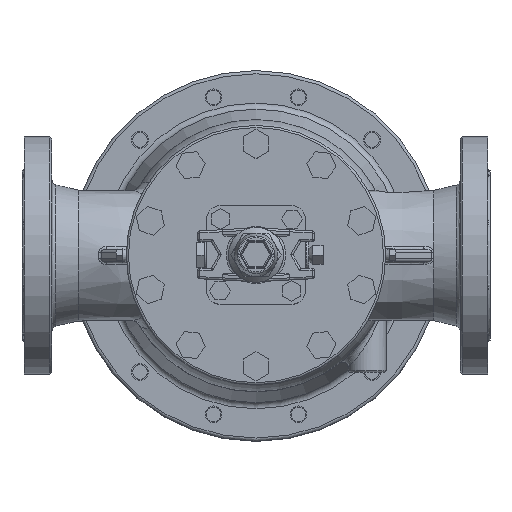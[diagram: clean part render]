
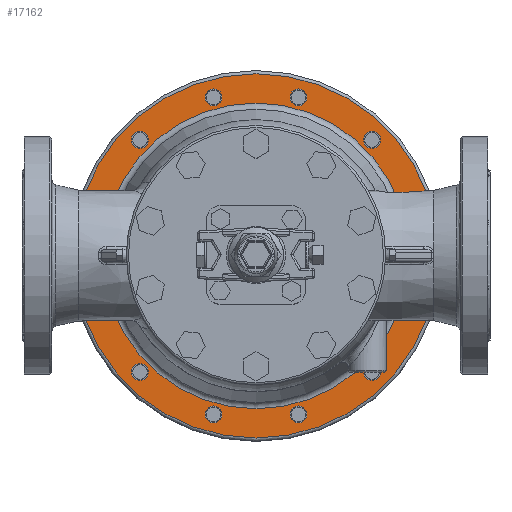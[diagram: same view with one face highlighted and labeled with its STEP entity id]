
A CAD part, top view. The second image highlights one B-rep face of the part: STEP entity #17162.
In plain terms, the highlighted planar face has unit normal (0, 0, 1).
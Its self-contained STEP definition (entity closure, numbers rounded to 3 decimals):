
#231=FACE_BOUND('',#2845,.T.);
#232=FACE_BOUND('',#2846,.T.);
#233=FACE_BOUND('',#2847,.T.);
#234=FACE_BOUND('',#2848,.T.);
#235=FACE_BOUND('',#2849,.T.);
#236=FACE_BOUND('',#2850,.T.);
#237=FACE_BOUND('',#2851,.T.);
#238=FACE_BOUND('',#2852,.T.);
#239=FACE_BOUND('',#2853,.T.);
#240=FACE_BOUND('',#2854,.T.);
#241=FACE_BOUND('',#2855,.T.);
#242=FACE_BOUND('',#2856,.T.);
#243=FACE_BOUND('',#2857,.T.);
#691=PLANE('',#18458);
#1614=FACE_OUTER_BOUND('',#2844,.T.);
#2844=EDGE_LOOP('',(#12897));
#2845=EDGE_LOOP('',(#12898));
#2846=EDGE_LOOP('',(#12899));
#2847=EDGE_LOOP('',(#12900));
#2848=EDGE_LOOP('',(#12901));
#2849=EDGE_LOOP('',(#12902));
#2850=EDGE_LOOP('',(#12903));
#2851=EDGE_LOOP('',(#12904));
#2852=EDGE_LOOP('',(#12905));
#2853=EDGE_LOOP('',(#12906));
#2854=EDGE_LOOP('',(#12907));
#2855=EDGE_LOOP('',(#12908));
#2856=EDGE_LOOP('',(#12909));
#2857=EDGE_LOOP('',(#12910));
#6622=CIRCLE('',#18340,6.918);
#6624=CIRCLE('',#18343,6.918);
#6626=CIRCLE('',#18346,6.918);
#6628=CIRCLE('',#18349,6.918);
#6630=CIRCLE('',#18352,6.918);
#6632=CIRCLE('',#18355,6.918);
#6634=CIRCLE('',#18358,6.918);
#6636=CIRCLE('',#18361,6.918);
#6638=CIRCLE('',#18364,6.918);
#6640=CIRCLE('',#18367,6.918);
#6642=CIRCLE('',#18370,6.918);
#6644=CIRCLE('',#18373,6.918);
#6691=CIRCLE('',#18457,172.);
#6692=CIRCLE('',#18459,144.344);
#7946=VERTEX_POINT('',#28558);
#7948=VERTEX_POINT('',#28563);
#7950=VERTEX_POINT('',#28568);
#7952=VERTEX_POINT('',#28573);
#7954=VERTEX_POINT('',#28578);
#7956=VERTEX_POINT('',#28583);
#7958=VERTEX_POINT('',#28588);
#7960=VERTEX_POINT('',#28593);
#7962=VERTEX_POINT('',#28598);
#7964=VERTEX_POINT('',#28603);
#7966=VERTEX_POINT('',#28608);
#7968=VERTEX_POINT('',#28613);
#8086=VERTEX_POINT('',#31280);
#8087=VERTEX_POINT('',#31283);
#9731=EDGE_CURVE('',#7946,#7946,#6622,.T.);
#9733=EDGE_CURVE('',#7948,#7948,#6624,.T.);
#9735=EDGE_CURVE('',#7950,#7950,#6626,.T.);
#9737=EDGE_CURVE('',#7952,#7952,#6628,.T.);
#9739=EDGE_CURVE('',#7954,#7954,#6630,.T.);
#9741=EDGE_CURVE('',#7956,#7956,#6632,.T.);
#9743=EDGE_CURVE('',#7958,#7958,#6634,.T.);
#9745=EDGE_CURVE('',#7960,#7960,#6636,.T.);
#9747=EDGE_CURVE('',#7962,#7962,#6638,.T.);
#9749=EDGE_CURVE('',#7964,#7964,#6640,.T.);
#9751=EDGE_CURVE('',#7966,#7966,#6642,.T.);
#9753=EDGE_CURVE('',#7968,#7968,#6644,.T.);
#9923=EDGE_CURVE('',#8086,#8086,#6691,.T.);
#9924=EDGE_CURVE('',#8087,#8087,#6692,.T.);
#12897=ORIENTED_EDGE('',*,*,#9923,.F.);
#12898=ORIENTED_EDGE('',*,*,#9731,.T.);
#12899=ORIENTED_EDGE('',*,*,#9733,.T.);
#12900=ORIENTED_EDGE('',*,*,#9735,.T.);
#12901=ORIENTED_EDGE('',*,*,#9737,.T.);
#12902=ORIENTED_EDGE('',*,*,#9739,.T.);
#12903=ORIENTED_EDGE('',*,*,#9741,.T.);
#12904=ORIENTED_EDGE('',*,*,#9743,.T.);
#12905=ORIENTED_EDGE('',*,*,#9745,.T.);
#12906=ORIENTED_EDGE('',*,*,#9747,.T.);
#12907=ORIENTED_EDGE('',*,*,#9749,.T.);
#12908=ORIENTED_EDGE('',*,*,#9751,.T.);
#12909=ORIENTED_EDGE('',*,*,#9753,.T.);
#12910=ORIENTED_EDGE('',*,*,#9924,.F.);
#17162=ADVANCED_FACE('',(#1614,#231,#232,#233,#234,#235,#236,#237,#238,
#239,#240,#241,#242,#243),#691,.T.);
#18340=AXIS2_PLACEMENT_3D('',#28559,#20506,#20507);
#18343=AXIS2_PLACEMENT_3D('',#28564,#20512,#20513);
#18346=AXIS2_PLACEMENT_3D('',#28569,#20518,#20519);
#18349=AXIS2_PLACEMENT_3D('',#28574,#20524,#20525);
#18352=AXIS2_PLACEMENT_3D('',#28579,#20530,#20531);
#18355=AXIS2_PLACEMENT_3D('',#28584,#20536,#20537);
#18358=AXIS2_PLACEMENT_3D('',#28589,#20542,#20543);
#18361=AXIS2_PLACEMENT_3D('',#28594,#20548,#20549);
#18364=AXIS2_PLACEMENT_3D('',#28599,#20554,#20555);
#18367=AXIS2_PLACEMENT_3D('',#28604,#20560,#20561);
#18370=AXIS2_PLACEMENT_3D('',#28609,#20566,#20567);
#18373=AXIS2_PLACEMENT_3D('',#28614,#20572,#20573);
#18457=AXIS2_PLACEMENT_3D('',#31281,#20756,#20757);
#18458=AXIS2_PLACEMENT_3D('',#31282,#20758,#20759);
#18459=AXIS2_PLACEMENT_3D('',#31284,#20760,#20761);
#20506=DIRECTION('center_axis',(0.,0.,-1.));
#20507=DIRECTION('ref_axis',(-0.866,0.5,0.));
#20512=DIRECTION('center_axis',(0.,0.,-1.));
#20513=DIRECTION('ref_axis',(-0.5,0.866,0.));
#20518=DIRECTION('center_axis',(0.,0.,-1.));
#20519=DIRECTION('ref_axis',(0.,1.,0.));
#20524=DIRECTION('center_axis',(0.,0.,-1.));
#20525=DIRECTION('ref_axis',(0.5,0.866,0.));
#20530=DIRECTION('center_axis',(0.,0.,-1.));
#20531=DIRECTION('ref_axis',(0.866,0.5,0.));
#20536=DIRECTION('center_axis',(0.,0.,-1.));
#20537=DIRECTION('ref_axis',(1.,0.,0.));
#20542=DIRECTION('center_axis',(0.,0.,-1.));
#20543=DIRECTION('ref_axis',(0.866,-0.5,0.));
#20548=DIRECTION('center_axis',(0.,0.,-1.));
#20549=DIRECTION('ref_axis',(0.5,-0.866,0.));
#20554=DIRECTION('center_axis',(0.,0.,-1.));
#20555=DIRECTION('ref_axis',(0.,-1.,0.));
#20560=DIRECTION('center_axis',(0.,0.,-1.));
#20561=DIRECTION('ref_axis',(-0.5,-0.866,0.));
#20566=DIRECTION('center_axis',(0.,0.,-1.));
#20567=DIRECTION('ref_axis',(-0.866,-0.5,0.));
#20572=DIRECTION('center_axis',(0.,0.,-1.));
#20573=DIRECTION('ref_axis',(-1.,0.,0.));
#20756=DIRECTION('center_axis',(0.,0.,-1.));
#20757=DIRECTION('ref_axis',(-1.,0.,0.));
#20758=DIRECTION('center_axis',(0.,0.,1.));
#20759=DIRECTION('ref_axis',(1.,0.,0.));
#20760=DIRECTION('center_axis',(0.,0.,1.));
#20761=DIRECTION('ref_axis',(-1.,0.,0.));
#28558=CARTESIAN_POINT('',(155.709,-43.576,36.));
#28559=CARTESIAN_POINT('Origin',(149.719,-40.117,36.));
#28563=CARTESIAN_POINT('',(113.06,-115.592,36.));
#28564=CARTESIAN_POINT('Origin',(109.602,-109.602,36.));
#28568=CARTESIAN_POINT('',(40.117,-156.636,36.));
#28569=CARTESIAN_POINT('Origin',(40.117,-149.719,36.));
#28573=CARTESIAN_POINT('',(-43.576,-155.709,36.));
#28574=CARTESIAN_POINT('Origin',(-40.117,-149.719,36.));
#28578=CARTESIAN_POINT('',(-115.592,-113.06,36.));
#28579=CARTESIAN_POINT('Origin',(-109.602,-109.602,36.));
#28583=CARTESIAN_POINT('',(-156.636,-40.117,36.));
#28584=CARTESIAN_POINT('Origin',(-149.719,-40.117,36.));
#28588=CARTESIAN_POINT('',(-155.709,43.576,36.));
#28589=CARTESIAN_POINT('Origin',(-149.719,40.117,36.));
#28593=CARTESIAN_POINT('',(-113.06,115.592,36.));
#28594=CARTESIAN_POINT('Origin',(-109.602,109.602,36.));
#28598=CARTESIAN_POINT('',(-40.117,156.636,36.));
#28599=CARTESIAN_POINT('Origin',(-40.117,149.719,36.));
#28603=CARTESIAN_POINT('',(43.576,155.709,36.));
#28604=CARTESIAN_POINT('Origin',(40.117,149.719,36.));
#28608=CARTESIAN_POINT('',(115.592,113.06,36.));
#28609=CARTESIAN_POINT('Origin',(109.602,109.602,36.));
#28613=CARTESIAN_POINT('',(156.636,40.117,36.));
#28614=CARTESIAN_POINT('Origin',(149.719,40.117,36.));
#31280=CARTESIAN_POINT('',(172.,0.,36.));
#31281=CARTESIAN_POINT('Origin',(0.,0.,36.));
#31282=CARTESIAN_POINT('Origin',(0.,0.,
36.));
#31283=CARTESIAN_POINT('',(144.344,0.,36.));
#31284=CARTESIAN_POINT('Origin',(0.,0.,36.));
